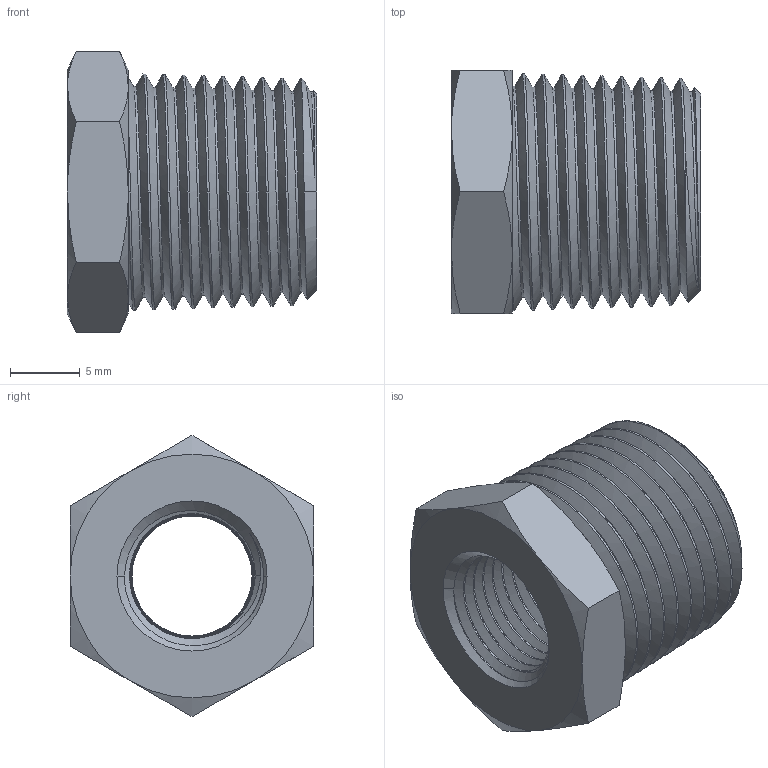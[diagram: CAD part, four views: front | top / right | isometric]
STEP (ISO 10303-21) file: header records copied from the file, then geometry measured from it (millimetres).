
FILE_DESCRIPTION(/* description */ (''),/* implementation_level */ '2;1');
FILE_NAME(/* name */ '110-N1-N3.stp',/* time_stamp */ '2024-01-23T09:56:41-05:00',/* author */ ('esanner'),/* organization */ (''),/* preprocessor_version */ 'ST-DEVELOPER v19',/* originating_system */ 'AutoCAD Mechanical',/* authorisation */ '');
FILE_SCHEMA (('AUTOMOTIVE_DESIGN { 1 0 10303 214 3 1 1 }'));
Length unit declared in the file: millimetre
Products named in the file (2): Product; 110-N1-N3
Assembly tree (1 placements, depth 2):
  Product
    110-N1-N3
Bounding box: 17.86 x 17.46 x 20.16 mm (x, y, z)
Volume: 2612.6 mm3; surface area: 2394.2 mm2
Topology: 1 solids, 1 shells, 73 faces, 195 edges, 126 vertices
Faces by surface type: cone 51, plane 11, bspline 9, cylinder 2
Entity records: 13107 total; most frequent: CARTESIAN_POINT 11505, ORIENTED_EDGE 390, DIRECTION 237, EDGE_CURVE 195, VERTEX_POINT 126, B_SPLINE_CURVE_WITH_KNOTS 94, AXIS2_PLACEMENT_3D 93, EDGE_LOOP 77
